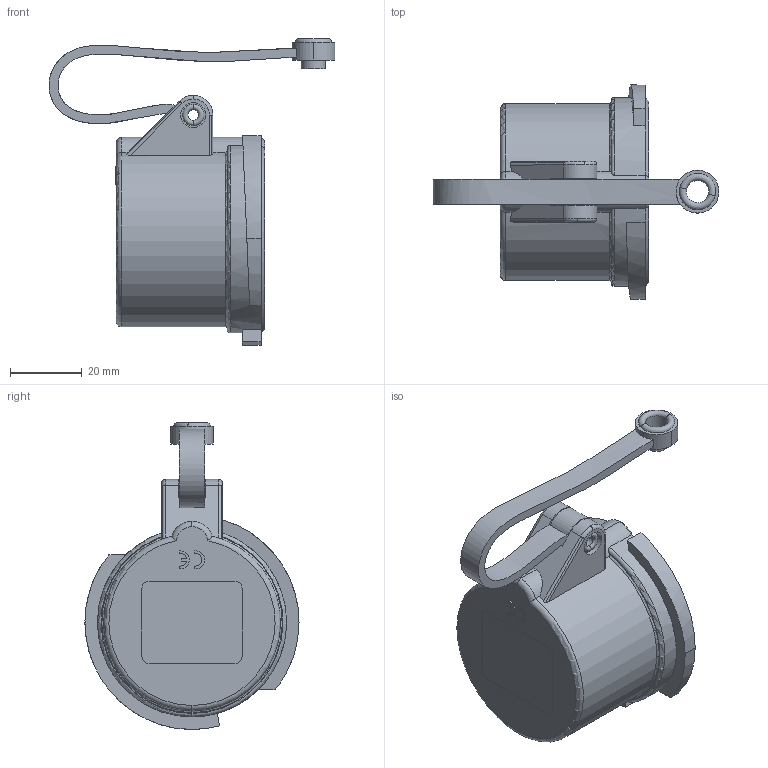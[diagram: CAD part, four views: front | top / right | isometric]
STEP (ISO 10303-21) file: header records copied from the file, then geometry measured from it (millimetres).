
FILE_DESCRIPTION (( 'STEP AP203' ), '1' );
FILE_NAME ('CC320A.step', '2022-08-17T19:24:10', ( '' ), ( '' ), 'SwSTEP 2.0', 'SolidWorks 2021', '' );
FILE_SCHEMA (( 'CONFIG_CONTROL_DESIGN' ));
Length unit declared in the file: inch
Products named in the file (1): CC320A
Bounding box: 79.98 x 59.9 x 85.84 mm (x, y, z)
Volume: 29388.2 mm3; surface area: 22149.7 mm2
Topology: 1 solids, 1 shells, 149 faces, 382 edges, 249 vertices
Faces by surface type: cylinder 71, plane 50, torus 22, cone 4, bspline 2
Entity records: 5570 total; most frequent: CARTESIAN_POINT 1755, DIRECTION 835, ORIENTED_EDGE 764, EDGE_CURVE 382, AXIS2_PLACEMENT_3D 340, VERTEX_POINT 249, CIRCLE 192, EDGE_LOOP 169
